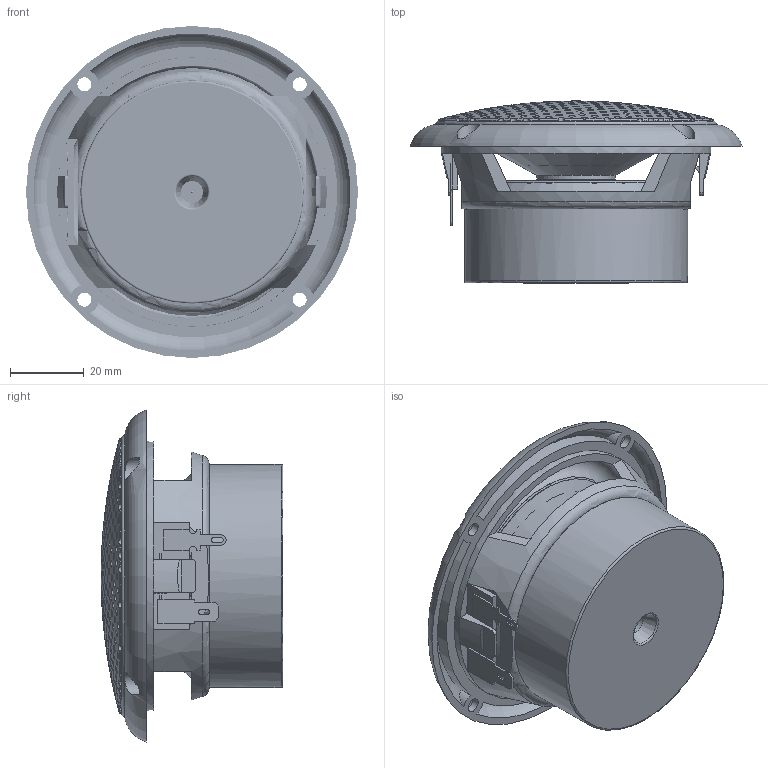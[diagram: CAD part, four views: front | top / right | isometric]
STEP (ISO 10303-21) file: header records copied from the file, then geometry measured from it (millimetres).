
FILE_DESCRIPTION((''),'2;1');
FILE_NAME('FR 8 WP 130814.stp','2013-08-14T17:50:10',('CAD'),(''),'Autodesk Inventor 2011','Autodesk Inventor 2011','');
FILE_SCHEMA(('CONFIG_CONTROL_DESIGN'));
Length unit declared in the file: millimetre
Products named in the file (15): FR 8 WP 130814; FR 8 WP - Korb 130814; FR 8 WP - Gitter 130814; FR 8 WP - T-Yoke 130814; FR 8 WP - Magnet 130814; FR 8 WP - Polplatte 130814; FR 8 WP - Schraube für Magnetbefestigung 130814; FR 8 WP - Terminalplatte 130814; _Terminal 2.8-0.5; _Terminal 5.1-0.5; FR 8 WP - Sicke 130814; FR 8 WP - Membran 130814; FR 8 WP - Staubschutzkalotte 130814; FR 8 WP - Spule 130814; FR 8 WP - Zentrierspinne 130814
Assembly tree (14 placements, depth 2):
  FR 8 WP 130814
    FR 8 WP - Korb 130814
    FR 8 WP - Gitter 130814
    FR 8 WP - T-Yoke 130814
    FR 8 WP - Magnet 130814
    FR 8 WP - Polplatte 130814
    FR 8 WP - Schraube für Magnetbefestigung 130814
    FR 8 WP - Terminalplatte 130814
    _Terminal 2.8-0.5
    _Terminal 5.1-0.5
    FR 8 WP - Sicke 130814
    FR 8 WP - Membran 130814
    FR 8 WP - Staubschutzkalotte 130814
    FR 8 WP - Spule 130814
    FR 8 WP - Zentrierspinne 130814
Bounding box: 90 x 49.3 x 90 mm (x, y, z)
Volume: 63210.1 mm3; surface area: 79510.6 mm2
Topology: 15 solids, 15 shells, 753 faces, 2142 edges, 1343 vertices
Faces by surface type: cylinder 497, plane 147, torus 65, cone 36, sphere 6, bspline 2
Full cylindrical faces by diameter (mm): 1.8 x347, 3.8 x4, 4 x1, 4.4 x1, 6 x1, 10 x1, 10.1 x1, 12.7 x1, 19.7 x1, 20.4 x1, 20.6 x4, 21 x1, 21.1 x1, 21.2 x1, 22 x1, 28 x1, 49 x1, 50 x2, 58 x1, 58.5 x1, 60.5 x2, 61 x1, 68.6 x1, 70.5 x1, 73 x1, 74.5 x2, 75 x1
Entity records: 47302 total; most frequent: CARTESIAN_POINT 29096, ORIENTED_EDGE 3394, DIRECTION 2784, EDGE_LOOP 1936, EDGE_CURVE 1697, VERTEX_POINT 1337, AXIS2_PLACEMENT_3D 1215, FACE_BOUND 1183
